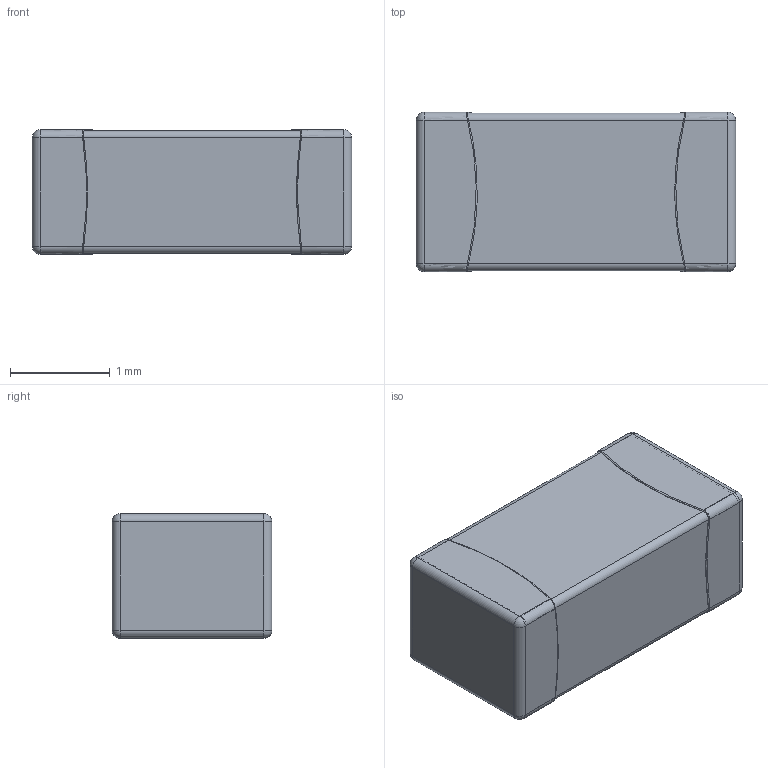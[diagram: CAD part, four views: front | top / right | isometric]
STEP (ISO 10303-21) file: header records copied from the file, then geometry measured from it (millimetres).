
FILE_DESCRIPTION(('FreeCAD Model'),'2;1');
FILE_NAME('Ceramic_Capacitor_1206_h50mil.step', '2021-03-17T16:44:20',('Author'),(''), 'Open CASCADE STEP processor 7.4','FreeCAD','Unknown');
FILE_SCHEMA(('AUTOMOTIVE_DESIGN { 1 0 10303 214 1 1 1 1 }'));
Length unit declared in the file: millimetre
Products named in the file (4): Ceramic_Capacitor_1206_h50mil; Pin1; Pin2; CeramicBody
Assembly tree (3 placements, depth 2):
  Ceramic_Capacitor_1206_h50mil
    Pin1
    Pin2
    CeramicBody
Bounding box: 3.2 x 1.6 x 1.25 mm (x, y, z)
Volume: 6.3 mm3; surface area: 39.2 mm2
Topology: 3 solids, 3 shells, 80 faces, 184 edges, 104 vertices
Faces by surface type: bspline 40, plane 20, cylinder 12, sphere 8
Entity records: 8089 total; most frequent: CARTESIAN_POINT 4952, DIRECTION 424, ORIENTED_EDGE 352, PCURVE 352, DEFINITIONAL_REPRESENTATION 352, LINE 240, VECTOR 240, B_SPLINE_CURVE_WITH_KNOTS 180
